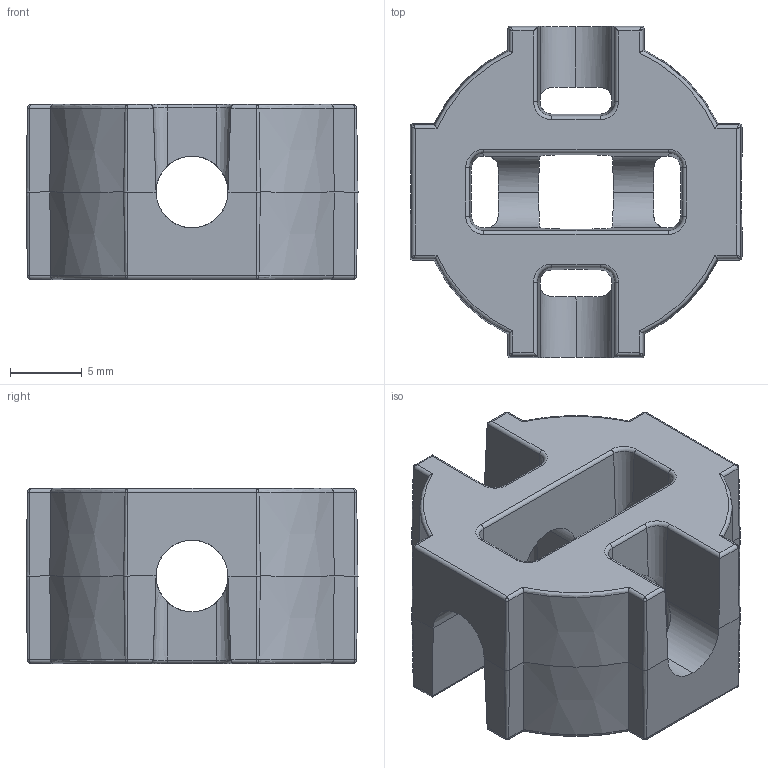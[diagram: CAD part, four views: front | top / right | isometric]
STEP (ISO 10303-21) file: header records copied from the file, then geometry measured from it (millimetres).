
FILE_DESCRIPTION (( 'STEP AP203' ), '1' );
FILE_NAME ('REV-21-2717.STEP', '2023-09-25T17:53:26', ( '' ), ( '' ), 'SwSTEP 2.0', 'SolidWorks 2022', '' );
FILE_SCHEMA (( 'CONFIG_CONTROL_DESIGN' ));
Length unit declared in the file: inch
Products named in the file (1): REV-21-2717
Bounding box: 23.11 x 23.11 x 12.19 mm (x, y, z)
Volume: 3017.9 mm3; surface area: 2282.2 mm2
Topology: 1 solids, 1 shells, 194 faces, 496 edges, 280 vertices
Faces by surface type: cylinder 64, plane 50, cone 40, torus 24, bspline 16
Entity records: 10903 total; most frequent: CARTESIAN_POINT 6619, ORIENTED_EDGE 960, DIRECTION 770, EDGE_CURVE 480, VERTEX_POINT 280, AXIS2_PLACEMENT_3D 271, LINE 228, VECTOR 228
